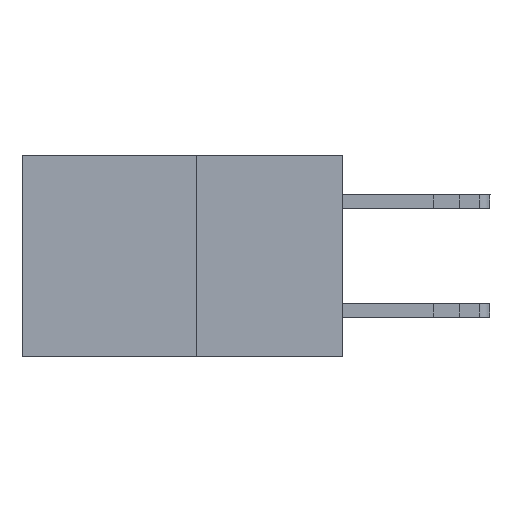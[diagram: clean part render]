
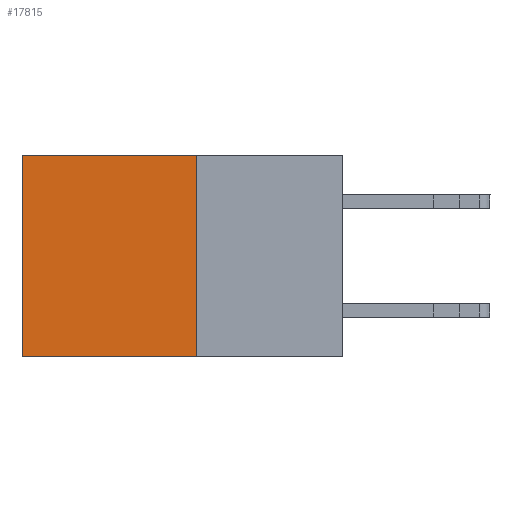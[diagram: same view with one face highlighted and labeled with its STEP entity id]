
A CAD part, left-side view. The second image highlights one B-rep face of the part: STEP entity #17815.
In plain terms, the highlighted planar face has unit normal (-1, 0, 0).
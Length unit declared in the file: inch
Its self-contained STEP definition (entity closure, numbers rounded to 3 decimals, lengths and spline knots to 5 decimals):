
#730 = LINE ( 'NONE', #5392, #9597 ) ;
#803 = CARTESIAN_POINT ( 'NONE',  ( 0.277, 0.27, 0. ) ) ;
#2101 = CARTESIAN_POINT ( 'NONE',  ( 0.277, 0.27, -0.37 ) ) ;
#2663 = AXIS2_PLACEMENT_3D ( 'NONE', #2101, #3852, #7247 ) ;
#3231 = DIRECTION ( 'NONE',  ( 0., 0., -1. ) ) ;
#3705 = CARTESIAN_POINT ( 'NONE',  ( 0.277, 0.59, 0. ) ) ;
#3847 = DIRECTION ( 'NONE',  ( 0., 1., 0. ) ) ;
#3852 = DIRECTION ( 'NONE',  ( 1., 0., 0. ) ) ;
#4644 = EDGE_CURVE ( 'NONE', #17590, #21371, #730, .T. ) ;
#5392 = CARTESIAN_POINT ( 'NONE',  ( 0.277, 0.27, -0.37 ) ) ;
#7139 = PLANE ( 'NONE',  #2663 ) ;
#7247 = DIRECTION ( 'NONE',  ( 0., 0., -1. ) ) ;
#7599 = ORIENTED_EDGE ( 'NONE', *, *, #9991, .T. ) ;
#8349 = CARTESIAN_POINT ( 'NONE',  ( 0.277, 0.59, -0.37 ) ) ;
#8394 = DIRECTION ( 'NONE',  ( 0., 0., -1. ) ) ;
#8511 = EDGE_CURVE ( 'NONE', #9678, #17590, #11227, .T. ) ;
#9597 = VECTOR ( 'NONE', #3847, 39.37008 ) ;
#9678 = VERTEX_POINT ( 'NONE', #803 ) ;
#9991 = EDGE_CURVE ( 'NONE', #14672, #21371, #13365, .T. ) ;
#11227 = LINE ( 'NONE', #17935, #18722 ) ;
#11662 = ORIENTED_EDGE ( 'NONE', *, *, #4644, .F. ) ;
#11703 = EDGE_LOOP ( 'NONE', ( #7599, #11662, #11881, #20396 ) ) ;
#11860 = LINE ( 'NONE', #15376, #21238 ) ;
#11881 = ORIENTED_EDGE ( 'NONE', *, *, #8511, .F. ) ;
#12275 = DIRECTION ( 'NONE',  ( 0., 1., 0. ) ) ;
#13365 = LINE ( 'NONE', #18197, #13422 ) ;
#13422 = VECTOR ( 'NONE', #3231, 39.37008 ) ;
#14672 = VERTEX_POINT ( 'NONE', #3705 ) ;
#15376 = CARTESIAN_POINT ( 'NONE',  ( 0.277, 0.27, 0. ) ) ;
#15633 = FACE_OUTER_BOUND ( 'NONE', #11703, .T. ) ;
#17590 = VERTEX_POINT ( 'NONE', #18491 ) ;
#17815 = ADVANCED_FACE ( 'NONE', ( #15633 ), #7139, .F. ) ;
#17935 = CARTESIAN_POINT ( 'NONE',  ( 0.277, 0.27, -0.37 ) ) ;
#18197 = CARTESIAN_POINT ( 'NONE',  ( 0.277, 0.59, -0.37 ) ) ;
#18491 = CARTESIAN_POINT ( 'NONE',  ( 0.277, 0.27, -0.37 ) ) ;
#18722 = VECTOR ( 'NONE', #8394, 39.37008 ) ;
#20396 = ORIENTED_EDGE ( 'NONE', *, *, #20709, .T. ) ;
#20709 = EDGE_CURVE ( 'NONE', #9678, #14672, #11860, .T. ) ;
#21238 = VECTOR ( 'NONE', #12275, 39.37008 ) ;
#21371 = VERTEX_POINT ( 'NONE', #8349 ) ;
